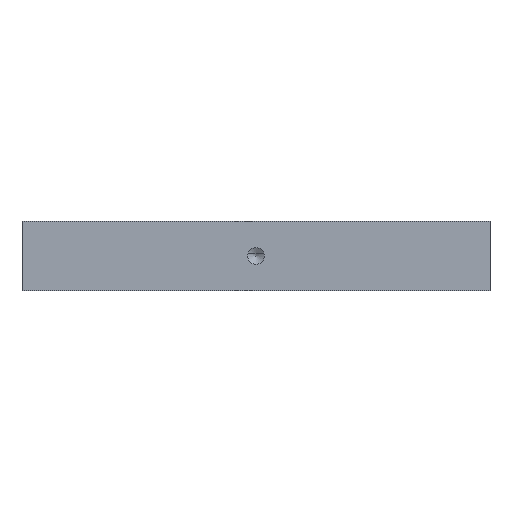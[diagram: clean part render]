
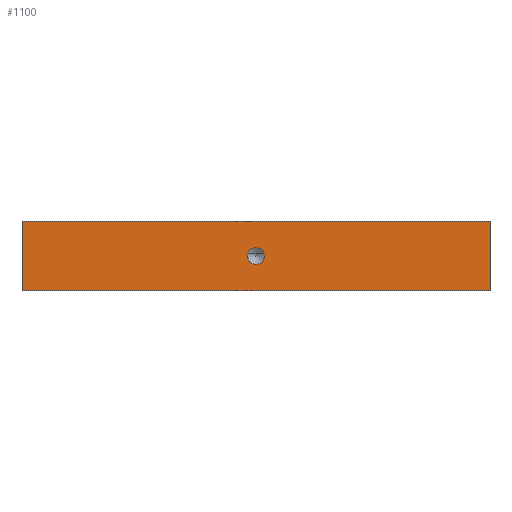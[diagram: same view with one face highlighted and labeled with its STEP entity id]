
A CAD part, front view. The second image highlights one B-rep face of the part: STEP entity #1100.
In plain terms, the highlighted planar face has unit normal (0, -1, 0).
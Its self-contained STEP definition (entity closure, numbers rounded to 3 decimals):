
#17=FACE_BOUND('',#178,.T.);
#62=PLANE('',#1207);
#111=FACE_OUTER_BOUND('',#177,.T.);
#177=EDGE_LOOP('',(#874,#875,#876,#877));
#178=EDGE_LOOP('',(#878));
#253=LINE('',#1725,#364);
#258=LINE('',#1734,#369);
#266=LINE('',#1760,#377);
#267=LINE('',#1762,#378);
#364=VECTOR('',#1396,10.);
#369=VECTOR('',#1403,10.);
#377=VECTOR('',#1425,10.);
#378=VECTOR('',#1428,10.);
#457=CIRCLE('',#1197,1.038);
#524=VERTEX_POINT('',#1717);
#525=VERTEX_POINT('',#1721);
#527=VERTEX_POINT('',#1724);
#530=VERTEX_POINT('',#1732);
#541=VERTEX_POINT('',#1758);
#648=EDGE_CURVE('',#524,#524,#457,.F.);
#651=EDGE_CURVE('',#527,#525,#253,.T.);
#656=EDGE_CURVE('',#530,#525,#258,.T.);
#669=EDGE_CURVE('',#530,#541,#266,.T.);
#670=EDGE_CURVE('',#527,#541,#267,.T.);
#874=ORIENTED_EDGE('',*,*,#651,.T.);
#875=ORIENTED_EDGE('',*,*,#656,.F.);
#876=ORIENTED_EDGE('',*,*,#669,.T.);
#877=ORIENTED_EDGE('',*,*,#670,.F.);
#878=ORIENTED_EDGE('',*,*,#648,.T.);
#1100=ADVANCED_FACE('',(#111,#17),#62,.F.);
#1197=AXIS2_PLACEMENT_3D('',#1718,#1390,#1391);
#1207=AXIS2_PLACEMENT_3D('',#1761,#1426,#1427);
#1390=DIRECTION('center_axis',(0.,-1.,0.));
#1391=DIRECTION('ref_axis',(0.,0.,-1.));
#1396=DIRECTION('',(0.,0.,-1.));
#1403=DIRECTION('',(-1.,0.,0.));
#1425=DIRECTION('',(0.,0.,1.));
#1426=DIRECTION('center_axis',(0.,1.,0.));
#1427=DIRECTION('ref_axis',(-1.,0.,0.));
#1428=DIRECTION('',(1.,0.,0.));
#1717=CARTESIAN_POINT('',(0.,-101.1,91.738));
#1718=CARTESIAN_POINT('Origin',(0.,-101.1,90.7));
#1721=CARTESIAN_POINT('',(-28.9,-101.1,86.4));
#1724=CARTESIAN_POINT('',(-28.9,-101.1,95.));
#1725=CARTESIAN_POINT('',(-28.9,-101.1,90.7));
#1732=CARTESIAN_POINT('',(28.9,-101.1,86.4));
#1734=CARTESIAN_POINT('',(11.55,-101.1,86.4));
#1758=CARTESIAN_POINT('',(28.9,-101.1,95.));
#1760=CARTESIAN_POINT('',(28.9,-101.1,90.7));
#1761=CARTESIAN_POINT('Origin',(23.1,-101.1,86.4));
#1762=CARTESIAN_POINT('',(11.55,-101.1,95.));
